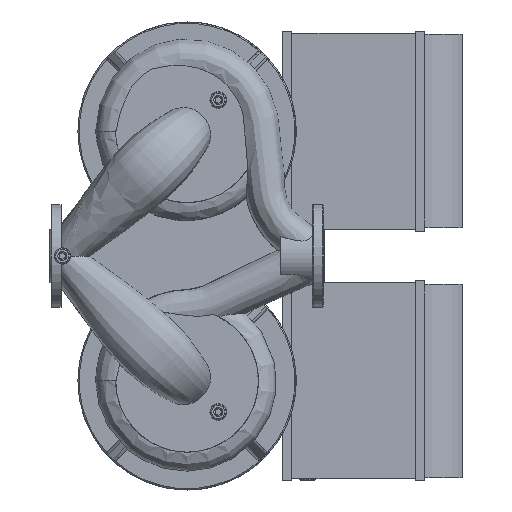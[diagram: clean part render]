
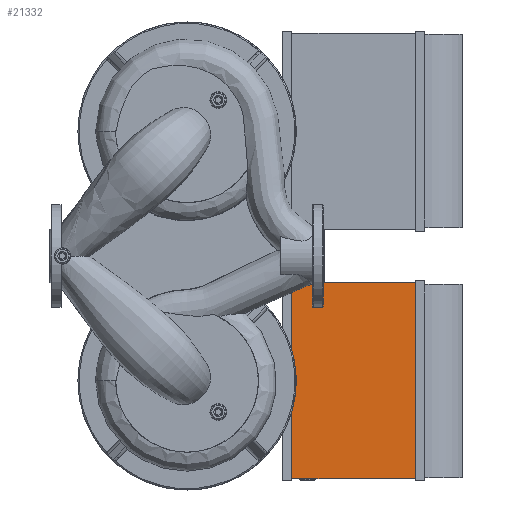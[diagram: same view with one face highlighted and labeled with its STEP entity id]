
A CAD part, front view. The second image highlights one B-rep face of the part: STEP entity #21332.
In plain terms, the highlighted planar face has unit normal (0, -1, 0).
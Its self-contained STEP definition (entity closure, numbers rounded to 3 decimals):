
#1922=FACE_OUTER_BOUND($,#3362,.T.);
#3362=EDGE_LOOP($,(#18511,#18512,#18513,#18514));
#5085=LINE($,#56464,#6955);
#5117=LINE($,#56543,#6987);
#5118=LINE($,#56545,#6988);
#5119=LINE($,#56546,#6989);
#6955=VECTOR($,#28825,198.);
#6987=VECTOR($,#28897,314.);
#6988=VECTOR($,#28898,198.);
#6989=VECTOR($,#28899,314.);
#9976=VERTEX_POINT($,#56461);
#9977=VERTEX_POINT($,#56463);
#10004=VERTEX_POINT($,#56542);
#10005=VERTEX_POINT($,#56544);
#12846=EDGE_CURVE($,#9977,#9976,#5085,.T.);
#12884=EDGE_CURVE($,#10004,#9976,#5117,.T.);
#12885=EDGE_CURVE($,#10004,#10005,#5118,.T.);
#12886=EDGE_CURVE($,#10005,#9977,#5119,.T.);
#18511=ORIENTED_EDGE($,*,*,#12846,.T.);
#18512=ORIENTED_EDGE($,*,*,#12884,.F.);
#18513=ORIENTED_EDGE($,*,*,#12885,.T.);
#18514=ORIENTED_EDGE($,*,*,#12886,.T.);
#20091=PLANE($,#23412);
#21332=ADVANCED_FACE($,(#1922),#20091,.T.);
#23412=AXIS2_PLACEMENT_3D($,#56541,#28895,#28896);
#28825=DIRECTION($,(1.,0.,0.));
#28895=DIRECTION('center_axis',(0.,-1.,0.));
#28896=DIRECTION('ref_axis',(0.,0.,-1.));
#28897=DIRECTION($,(0.,0.,-1.));
#28898=DIRECTION($,(-1.,0.,0.));
#28899=DIRECTION($,(0.,0.,-1.));
#56461=CARTESIAN_POINT('',(586.,340.,-357.));
#56463=CARTESIAN_POINT('',(388.,340.,-357.));
#56464=CARTESIAN_POINT($,(536.5,340.,-357.));
#56541=CARTESIAN_POINT('Origin',(586.,340.,-200.));
#56542=CARTESIAN_POINT('',(586.,340.,-43.));
#56543=CARTESIAN_POINT($,(586.,340.,-200.));
#56544=CARTESIAN_POINT('',(388.,340.,-43.));
#56545=CARTESIAN_POINT($,(536.5,340.,-43.));
#56546=CARTESIAN_POINT($,(388.,340.,-200.));
